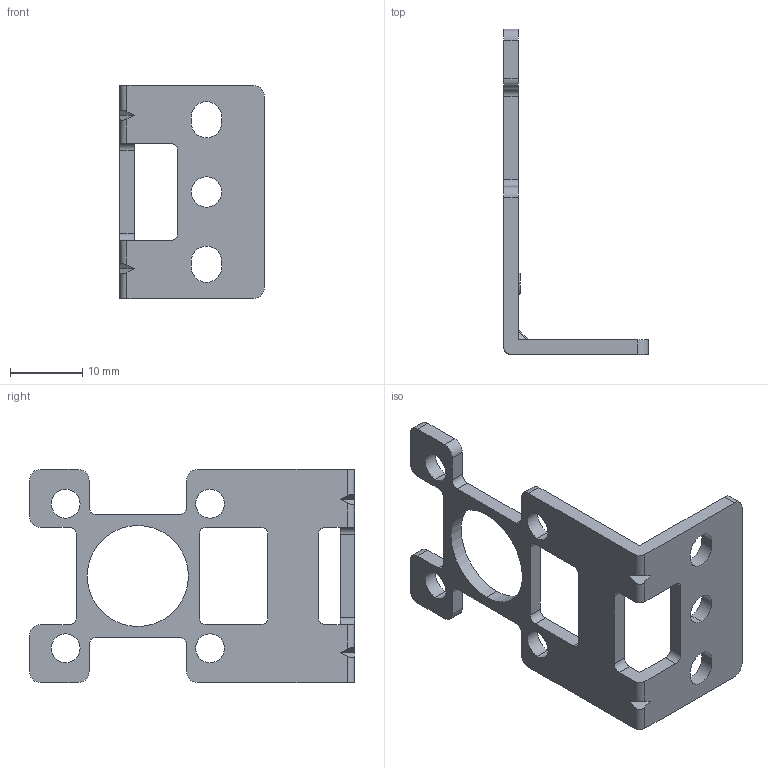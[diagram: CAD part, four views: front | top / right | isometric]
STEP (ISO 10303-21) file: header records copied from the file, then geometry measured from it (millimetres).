
FILE_DESCRIPTION((''),'2;1');
FILE_NAME('I-0351','2015-02-13T',('USER'),(''),'PRO/ENGINEER BY PARAMETRIC TECHNOLOGY CORPORATION, 2011310','PRO/ENGINEER BY PARAMETRIC TECHNOLOGY CORPORATION, 2011310','');
FILE_SCHEMA(('CONFIG_CONTROL_DESIGN'));
Length unit declared in the file: millimetre
Products named in the file (1): I-0351
Bounding box: 20 x 45 x 29.5 mm (x, y, z)
Volume: 2142.5 mm3; surface area: 3025 mm2
Topology: 1 solids, 1 shells, 92 faces, 274 edges, 180 vertices
Faces by surface type: cylinder 44, plane 34, bspline 10, torus 4
Entity records: 3354 total; most frequent: CARTESIAN_POINT 776, ORIENTED_EDGE 540, DIRECTION 522, EDGE_CURVE 270, VERTEX_POINT 180, AXIS2_PLACEMENT_3D 178, VECTOR 166, LINE 166
